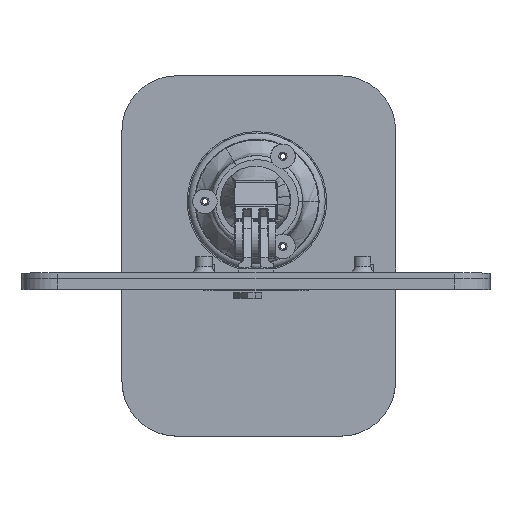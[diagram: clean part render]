
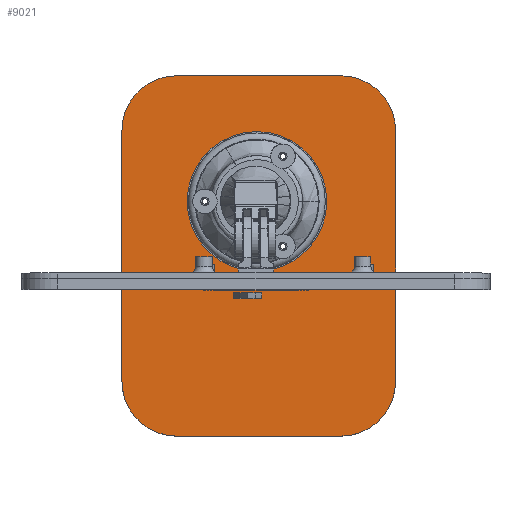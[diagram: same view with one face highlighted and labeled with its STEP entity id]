
A CAD part, top view. The second image highlights one B-rep face of the part: STEP entity #9021.
In plain terms, the highlighted planar face has unit normal (0, 0, 1).
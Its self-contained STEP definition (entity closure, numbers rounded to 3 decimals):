
#110=FACE_BOUND('',#2357,.T.);
#421=LINE('',#14822,#1022);
#424=LINE('',#14828,#1025);
#425=LINE('',#14832,#1026);
#426=LINE('',#14836,#1027);
#1022=VECTOR('',#10779,10.);
#1025=VECTOR('',#10784,10.);
#1026=VECTOR('',#10787,10.);
#1027=VECTOR('',#10790,10.);
#1766=FACE_OUTER_BOUND('',#2356,.T.);
#2356=EDGE_LOOP('',(#6342,#6343,#6344,#6345,#6346,#6347,#6348,#6349));
#2357=EDGE_LOOP('',(#6350));
#2984=CIRCLE('',#9659,20.);
#2986=CIRCLE('',#9663,20.);
#2987=CIRCLE('',#9664,20.);
#2988=CIRCLE('',#9665,20.);
#2989=CIRCLE('',#9666,25.5);
#3831=VERTEX_POINT('',#14812);
#3832=VERTEX_POINT('',#14813);
#3835=VERTEX_POINT('',#14821);
#3837=VERTEX_POINT('',#14827);
#3838=VERTEX_POINT('',#14829);
#3839=VERTEX_POINT('',#14831);
#3840=VERTEX_POINT('',#14833);
#3841=VERTEX_POINT('',#14835);
#3842=VERTEX_POINT('',#14838);
#4756=EDGE_CURVE('',#3831,#3832,#2984,.T.);
#4760=EDGE_CURVE('',#3835,#3832,#421,.T.);
#4763=EDGE_CURVE('',#3831,#3837,#424,.T.);
#4764=EDGE_CURVE('',#3838,#3837,#2986,.T.);
#4765=EDGE_CURVE('',#3838,#3839,#425,.T.);
#4766=EDGE_CURVE('',#3840,#3839,#2987,.T.);
#4767=EDGE_CURVE('',#3840,#3841,#426,.T.);
#4768=EDGE_CURVE('',#3835,#3841,#2988,.T.);
#4769=EDGE_CURVE('',#3842,#3842,#2989,.T.);
#6342=ORIENTED_EDGE('',*,*,#4756,.F.);
#6343=ORIENTED_EDGE('',*,*,#4763,.T.);
#6344=ORIENTED_EDGE('',*,*,#4764,.F.);
#6345=ORIENTED_EDGE('',*,*,#4765,.T.);
#6346=ORIENTED_EDGE('',*,*,#4766,.F.);
#6347=ORIENTED_EDGE('',*,*,#4767,.T.);
#6348=ORIENTED_EDGE('',*,*,#4768,.F.);
#6349=ORIENTED_EDGE('',*,*,#4760,.T.);
#6350=ORIENTED_EDGE('',*,*,#4769,.T.);
#8768=PLANE('',#9662);
#9021=ADVANCED_FACE('',(#1766,#110),#8768,.F.);
#9659=AXIS2_PLACEMENT_3D('',#14814,#10771,#10772);
#9662=AXIS2_PLACEMENT_3D('',#14826,#10782,#10783);
#9663=AXIS2_PLACEMENT_3D('',#14830,#10785,#10786);
#9664=AXIS2_PLACEMENT_3D('',#14834,#10788,#10789);
#9665=AXIS2_PLACEMENT_3D('',#14837,#10791,#10792);
#9666=AXIS2_PLACEMENT_3D('',#14839,#10793,#10794);
#10771=DIRECTION('center_axis',(0.,0.,
-1.));
#10772=DIRECTION('ref_axis',(0.707,-0.707,0.));
#10779=DIRECTION('',(1.,0.,0.));
#10782=DIRECTION('center_axis',(0.,0.,
-1.));
#10783=DIRECTION('ref_axis',(0.,-1.,0.));
#10784=DIRECTION('',(0.,1.,0.));
#10785=DIRECTION('center_axis',(0.,0.,
-1.));
#10786=DIRECTION('ref_axis',(0.707,0.707,0.));
#10787=DIRECTION('',(-1.,0.,0.));
#10788=DIRECTION('center_axis',(0.,0.,
-1.));
#10789=DIRECTION('ref_axis',(-0.707,0.707,0.));
#10790=DIRECTION('',(0.,-1.,0.));
#10791=DIRECTION('center_axis',(0.,0.,
-1.));
#10792=DIRECTION('ref_axis',(-0.707,-0.707,0.));
#10793=DIRECTION('center_axis',(0.,0.,
-1.));
#10794=DIRECTION('ref_axis',(0.,1.,0.));
#14812=CARTESIAN_POINT('',(51.008,-278.303,-48.587));
#14813=CARTESIAN_POINT('',(31.008,-298.303,-48.587));
#14814=CARTESIAN_POINT('Origin',(31.008,-278.303,-48.587));
#14821=CARTESIAN_POINT('',(-28.992,-298.303,-48.587));
#14822=CARTESIAN_POINT('',(16.008,-298.303,-48.587));
#14826=CARTESIAN_POINT('Origin',(1.008,-238.847,-48.587));
#14827=CARTESIAN_POINT('',(51.008,-186.624,-48.587));
#14828=CARTESIAN_POINT('',(51.008,-280.847,-48.587));
#14829=CARTESIAN_POINT('',(31.008,-166.624,-48.587));
#14830=CARTESIAN_POINT('Origin',(31.008,-186.624,-48.587));
#14831=CARTESIAN_POINT('',(-28.992,-166.624,-48.587));
#14832=CARTESIAN_POINT('',(-13.992,-166.624,-48.587));
#14833=CARTESIAN_POINT('',(-48.992,-186.624,-48.587));
#14834=CARTESIAN_POINT('Origin',(-28.992,-186.624,-48.587));
#14835=CARTESIAN_POINT('',(-48.992,-278.303,-48.587));
#14836=CARTESIAN_POINT('',(-48.992,-196.847,-48.587));
#14837=CARTESIAN_POINT('Origin',(-28.992,-278.303,-48.587));
#14838=CARTESIAN_POINT('',(0.34,-238.018,-48.587));
#14839=CARTESIAN_POINT('Origin',(0.34,-212.518,-48.587));
